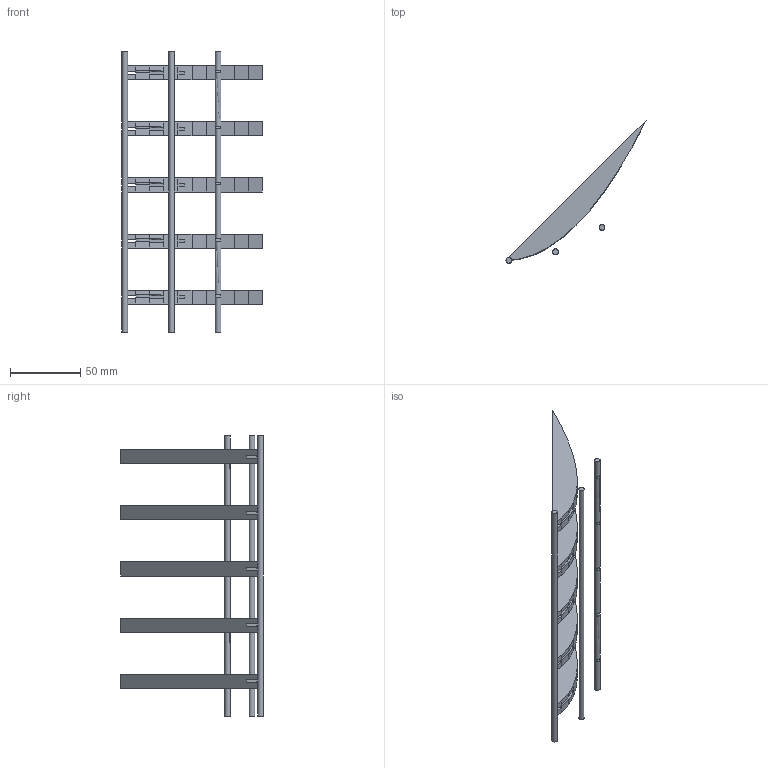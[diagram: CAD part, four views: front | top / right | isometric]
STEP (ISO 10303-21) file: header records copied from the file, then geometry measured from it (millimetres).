
FILE_DESCRIPTION(('Open CASCADE Model'),'2;1');
FILE_NAME('Open CASCADE Shape Model','2024-05-30T19:10:39',('Author'),( 'Open CASCADE'),'Open CASCADE STEP processor 7.7','Open CASCADE 7.7' ,'Unknown');
FILE_SCHEMA(('AUTOMOTIVE_DESIGN { 1 0 10303 214 1 1 1 1 }'));
Length unit declared in the file: millimetre
Products named in the file (4): Open CASCADE STEP translator 7.7 35; Open CASCADE STEP translator 7.7 35.1; Open CASCADE STEP translator 7.7 35.2; Open CASCADE STEP translator 7.7 35.3
Assembly tree (3 placements, depth 2):
  Open CASCADE STEP translator 7.7 35
    Open CASCADE STEP translator 7.7 35.1
    Open CASCADE STEP translator 7.7 35.2
    Open CASCADE STEP translator 7.7 35.3
Bounding box: 100 x 101.98 x 200 mm (x, y, z)
Volume: 87849 mm3; surface area: 39970 mm2
Topology: 3 solids, 3 shells, 219 faces, 564 edges, 361 vertices
Faces by surface type: plane 206, cylinder 13
Full cylindrical faces by diameter (mm): 4 x3
Entity records: 13736 total; most frequent: CARTESIAN_POINT 2726, DIRECTION 1904, LINE 1210, VECTOR 1210, ORIENTED_EDGE 1128, PCURVE 1128, DEFINITIONAL_REPRESENTATION 1128, EDGE_CURVE 564
